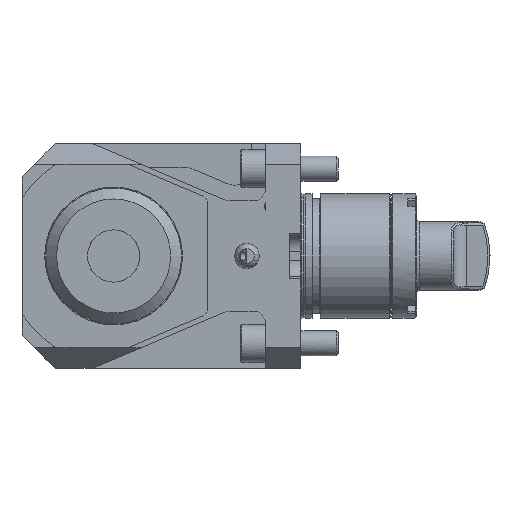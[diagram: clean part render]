
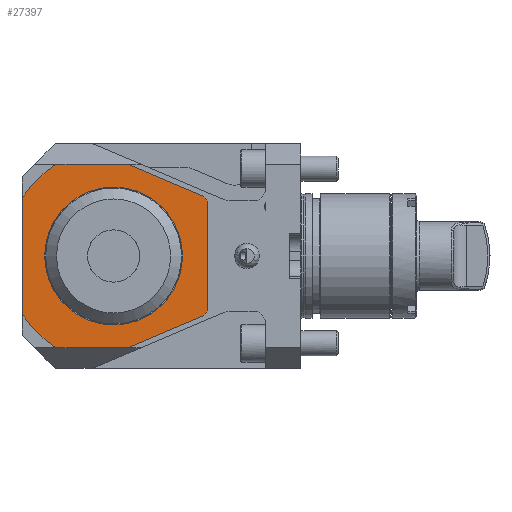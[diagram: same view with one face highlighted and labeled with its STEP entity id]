
A CAD part, left-side view. The second image highlights one B-rep face of the part: STEP entity #27397.
In plain terms, the highlighted planar face has unit normal (-1, 0, 0).
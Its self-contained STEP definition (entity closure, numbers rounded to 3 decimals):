
#19 = CARTESIAN_POINT ( 'NONE',  ( -77., 133., 0. ) ) ;
#1337 = VERTEX_POINT ( 'NONE', #14238 ) ;
#1635 = EDGE_CURVE ( 'NONE', #23769, #6076, #19982, .T. ) ;
#1769 = DIRECTION ( 'NONE',  ( 1., 0., 0. ) ) ;
#2080 = AXIS2_PLACEMENT_3D ( 'NONE', #35049, #15865, #6975 ) ;
#2810 = CARTESIAN_POINT ( 'NONE',  ( -77., 133., 0. ) ) ;
#2869 = ORIENTED_EDGE ( 'NONE', *, *, #11956, .F. ) ;
#3446 = VERTEX_POINT ( 'NONE', #12460 ) ;
#3900 = DIRECTION ( 'NONE',  ( 0., -1., 0. ) ) ;
#4743 = CARTESIAN_POINT ( 'NONE',  ( -77., 133., 0. ) ) ;
#4914 = VERTEX_POINT ( 'NONE', #29259 ) ;
#4957 = VERTEX_POINT ( 'NONE', #40243 ) ;
#5290 = VECTOR ( 'NONE', #3900, 1000. ) ;
#5471 = VECTOR ( 'NONE', #11320, 1000. ) ;
#6076 = VERTEX_POINT ( 'NONE', #20178 ) ;
#6847 = VERTEX_POINT ( 'NONE', #8849 ) ;
#6975 = DIRECTION ( 'NONE',  ( 0., 0., 1. ) ) ;
#7926 = CARTESIAN_POINT ( 'NONE',  ( -77., 133., 0. ) ) ;
#8196 = DIRECTION ( 'NONE',  ( 0., 0.921, -0.391 ) ) ;
#8531 = FACE_OUTER_BOUND ( 'NONE', #18000, .T. ) ;
#8570 = LINE ( 'NONE', #37063, #32714 ) ;
#8849 = CARTESIAN_POINT ( 'NONE',  ( -77., 177., -27.713 ) ) ;
#9215 = EDGE_CURVE ( 'NONE', #6076, #17729, #10373, .T. ) ;
#9500 = CARTESIAN_POINT ( 'NONE',  ( -77., 88., -26.058 ) ) ;
#9609 = ORIENTED_EDGE ( 'NONE', *, *, #39642, .F. ) ;
#9656 = EDGE_LOOP ( 'NONE', ( #40376 ) ) ;
#10373 = LINE ( 'NONE', #23243, #11887 ) ;
#10603 = VERTEX_POINT ( 'NONE', #40908 ) ;
#11276 = FACE_BOUND ( 'NONE', #9656, .T. ) ;
#11320 = DIRECTION ( 'NONE',  ( 0., 1., 0. ) ) ;
#11359 = LINE ( 'NONE', #30559, #19836 ) ;
#11451 = ORIENTED_EDGE ( 'NONE', *, *, #31117, .F. ) ;
#11485 = DIRECTION ( 'NONE',  ( 1., 0., 0. ) ) ;
#11709 = DIRECTION ( 'NONE',  ( 0., -1., 0. ) ) ;
#11887 = VECTOR ( 'NONE', #13744, 1000. ) ;
#11956 = EDGE_CURVE ( 'NONE', #4914, #4957, #25142, .T. ) ;
#11962 = CARTESIAN_POINT ( 'NONE',  ( -77., 125.8, -44. ) ) ;
#12460 = CARTESIAN_POINT ( 'NONE',  ( -77., 177., 27.713 ) ) ;
#13744 = DIRECTION ( 'NONE',  ( 0., 0., -1. ) ) ;
#13800 = EDGE_CURVE ( 'NONE', #1337, #1337, #31095, .T. ) ;
#14238 = CARTESIAN_POINT ( 'NONE',  ( -77., 133., 33.1 ) ) ;
#14308 = EDGE_CURVE ( 'NONE', #25338, #10603, #27361, .T. ) ;
#14652 = CARTESIAN_POINT ( 'NONE',  ( -77., 89.591, 28.63 ) ) ;
#14866 = ORIENTED_EDGE ( 'NONE', *, *, #40035, .F. ) ;
#15139 = DIRECTION ( 'NONE',  ( 0., -0.921, -0.391 ) ) ;
#15293 = CARTESIAN_POINT ( 'NONE',  ( -77., 185., 0. ) ) ;
#15305 = DIRECTION ( 'NONE',  ( 0., -1., 0. ) ) ;
#15865 = DIRECTION ( 'NONE',  ( 1., 0., 0. ) ) ;
#17261 = AXIS2_PLACEMENT_3D ( 'NONE', #19, #35065, #28327 ) ;
#17634 = PLANE ( 'NONE',  #26005 ) ;
#17697 = CARTESIAN_POINT ( 'NONE',  ( -77., 125.8, 44. ) ) ;
#17729 = VERTEX_POINT ( 'NONE', #9500 ) ;
#18000 = EDGE_LOOP ( 'NONE', ( #27270, #11451, #30701, #9609, #38859, #23862, #20911, #19046, #2869, #14866 ) ) ;
#18064 = DIRECTION ( 'NONE',  ( 1., 0., 0. ) ) ;
#19046 = ORIENTED_EDGE ( 'NONE', *, *, #35740, .F. ) ;
#19836 = VECTOR ( 'NONE', #8196, 1000. ) ;
#19982 = CIRCLE ( 'NONE', #17261, 52. ) ;
#20165 = VERTEX_POINT ( 'NONE', #25645 ) ;
#20178 = CARTESIAN_POINT ( 'NONE',  ( -77., 88., 26.058 ) ) ;
#20484 = CIRCLE ( 'NONE', #28548, 52. ) ;
#20911 = ORIENTED_EDGE ( 'NONE', *, *, #1635, .F. ) ;
#21458 = DIRECTION ( 'NONE',  ( 0., 0., 1. ) ) ;
#23243 = CARTESIAN_POINT ( 'NONE',  ( -77., 88., 27.955 ) ) ;
#23769 = VERTEX_POINT ( 'NONE', #14652 ) ;
#23862 = ORIENTED_EDGE ( 'NONE', *, *, #9215, .F. ) ;
#23863 = CARTESIAN_POINT ( 'NONE',  ( -77., 125.8, -44. ) ) ;
#24172 = DIRECTION ( 'NONE',  ( 1., 0., 0. ) ) ;
#24428 = LINE ( 'NONE', #17697, #32425 ) ;
#25142 = LINE ( 'NONE', #25337, #5290 ) ;
#25337 = CARTESIAN_POINT ( 'NONE',  ( -77., 167., 44. ) ) ;
#25338 = VERTEX_POINT ( 'NONE', #23863 ) ;
#25645 = CARTESIAN_POINT ( 'NONE',  ( -77., 89.591, -28.63 ) ) ;
#26005 = AXIS2_PLACEMENT_3D ( 'NONE', #15293, #11485, #34478 ) ;
#26650 = CIRCLE ( 'NONE', #38814, 52. ) ;
#26886 = AXIS2_PLACEMENT_3D ( 'NONE', #7926, #24172, #11709 ) ;
#27270 = ORIENTED_EDGE ( 'NONE', *, *, #30495, .F. ) ;
#27361 = LINE ( 'NONE', #11962, #5471 ) ;
#27397 = ADVANCED_FACE ( 'Defeature completata1_506', ( #8531, #11276 ), #17634, .F. ) ;
#28327 = DIRECTION ( 'NONE',  ( 0., -1., 0. ) ) ;
#28548 = AXIS2_PLACEMENT_3D ( 'NONE', #4743, #1769, #40676 ) ;
#29259 = CARTESIAN_POINT ( 'NONE',  ( -77., 160.713, 44. ) ) ;
#30218 = CIRCLE ( 'NONE', #26886, 52. ) ;
#30495 = EDGE_CURVE ( 'NONE', #6847, #3446, #8570, .T. ) ;
#30559 = CARTESIAN_POINT ( 'NONE',  ( -77., 88., -27.955 ) ) ;
#30701 = ORIENTED_EDGE ( 'NONE', *, *, #14308, .F. ) ;
#31095 = CIRCLE ( 'NONE', #2080, 33.1 ) ;
#31117 = EDGE_CURVE ( 'NONE', #10603, #6847, #26650, .T. ) ;
#32425 = VECTOR ( 'NONE', #15139, 1000. ) ;
#32714 = VECTOR ( 'NONE', #21458, 1000. ) ;
#34234 = EDGE_CURVE ( 'NONE', #17729, #20165, #30218, .T. ) ;
#34478 = DIRECTION ( 'NONE',  ( 0., -1., 0. ) ) ;
#35049 = CARTESIAN_POINT ( 'NONE',  ( -77., 133., 0. ) ) ;
#35065 = DIRECTION ( 'NONE',  ( 1., 0., 0. ) ) ;
#35740 = EDGE_CURVE ( 'NONE', #4957, #23769, #24428, .T. ) ;
#37063 = CARTESIAN_POINT ( 'NONE',  ( -77., 177., -34. ) ) ;
#38814 = AXIS2_PLACEMENT_3D ( 'NONE', #2810, #18064, #15305 ) ;
#38859 = ORIENTED_EDGE ( 'NONE', *, *, #34234, .F. ) ;
#39642 = EDGE_CURVE ( 'NONE', #20165, #25338, #11359, .T. ) ;
#40035 = EDGE_CURVE ( 'NONE', #3446, #4914, #20484, .T. ) ;
#40243 = CARTESIAN_POINT ( 'NONE',  ( -77., 125.8, 44. ) ) ;
#40376 = ORIENTED_EDGE ( 'NONE', *, *, #13800, .T. ) ;
#40676 = DIRECTION ( 'NONE',  ( 0., -1., 0. ) ) ;
#40908 = CARTESIAN_POINT ( 'NONE',  ( -77., 160.713, -44. ) ) ;
